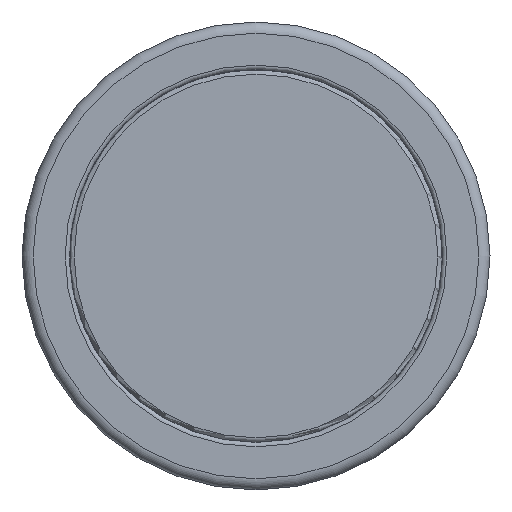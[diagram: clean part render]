
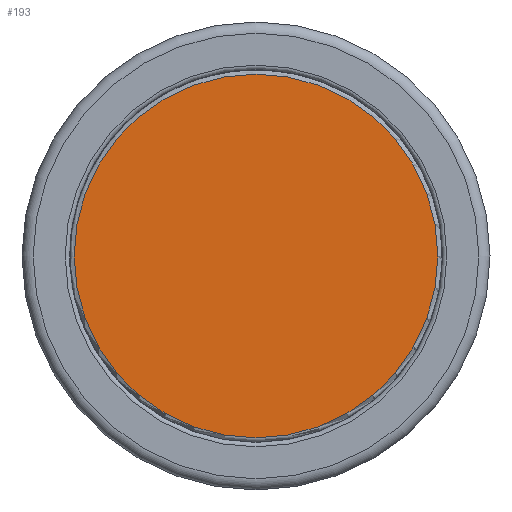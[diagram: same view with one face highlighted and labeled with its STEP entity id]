
A CAD part, top view. The second image highlights one B-rep face of the part: STEP entity #193.
In plain terms, the highlighted planar face has unit normal (0, 0, 1).
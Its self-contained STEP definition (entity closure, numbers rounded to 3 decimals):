
#193 = ADVANCED_FACE( '', ( #521 ), #522, .F. );
#521 = FACE_OUTER_BOUND( '', #1043, .T. );
#522 = PLANE( '', #1044 );
#1043 = EDGE_LOOP( '', ( #1676 ) );
#1044 = AXIS2_PLACEMENT_3D( '', #1677, #1678, #1679 );
#1676 = ORIENTED_EDGE( '', *, *, #2849, .T. );
#1677 = CARTESIAN_POINT( '', ( -8.35, 0., 50. ) );
#1678 = DIRECTION( '', ( 0., 0., -1. ) );
#1679 = DIRECTION( '', ( 0., -1., 0. ) );
#2849 = EDGE_CURVE( '', #3345, #3345, #3346, .F. );
#3345 = VERTEX_POINT( '', #4095 );
#3346 = CIRCLE( '', #4096, 8.15 );
#4095 = CARTESIAN_POINT( '', ( 0., -8.15, 50. ) );
#4096 = AXIS2_PLACEMENT_3D( '', #5249, #5250, #5251 );
#5249 = CARTESIAN_POINT( '', ( 0., 0., 50. ) );
#5250 = DIRECTION( '', ( 0., 0., -1. ) );
#5251 = DIRECTION( '', ( 0., -1., 0. ) );
